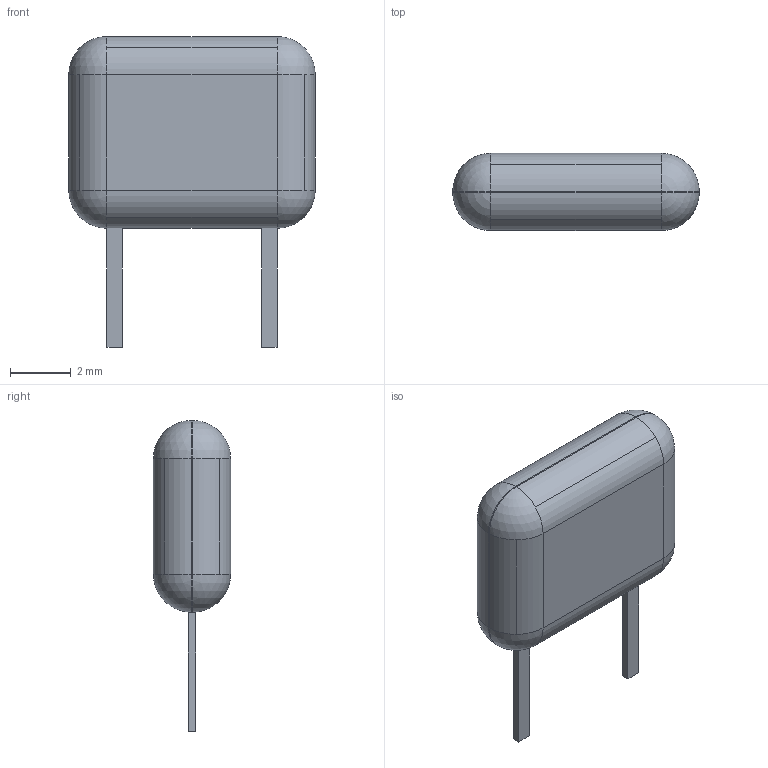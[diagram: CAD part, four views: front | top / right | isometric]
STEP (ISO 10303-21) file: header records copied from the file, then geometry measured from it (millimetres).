
FILE_DESCRIPTION((''),'2;1');
FILE_NAME('RES_VISHAY_CNS020.stp','2009-08-27T13:34:14',(''),(''),'Mechanical Desktop 2006','Mechanical Desktop 2006',', , ');
FILE_SCHEMA(('AUTOMOTIVE_DESIGN { 1 2 10303 214 0 1 1 1 }'));
Length unit declared in the file: millimetre
Products named in the file (1): Product
Bounding box: 8.1 x 2.54 x 10.22 mm (x, y, z)
Volume: 110.6 mm3; surface area: 150.1 mm2
Topology: 3 solids, 3 shells, 50 faces, 116 edges, 64 vertices
Faces by surface type: cylinder 24, plane 18, sphere 8
Entity records: 1398 total; most frequent: DIRECTION 258, CARTESIAN_POINT 223, ORIENTED_EDGE 216, EDGE_CURVE 108, AXIS2_PLACEMENT_3D 99, VERTEX_POINT 64, VECTOR 60, LINE 60
